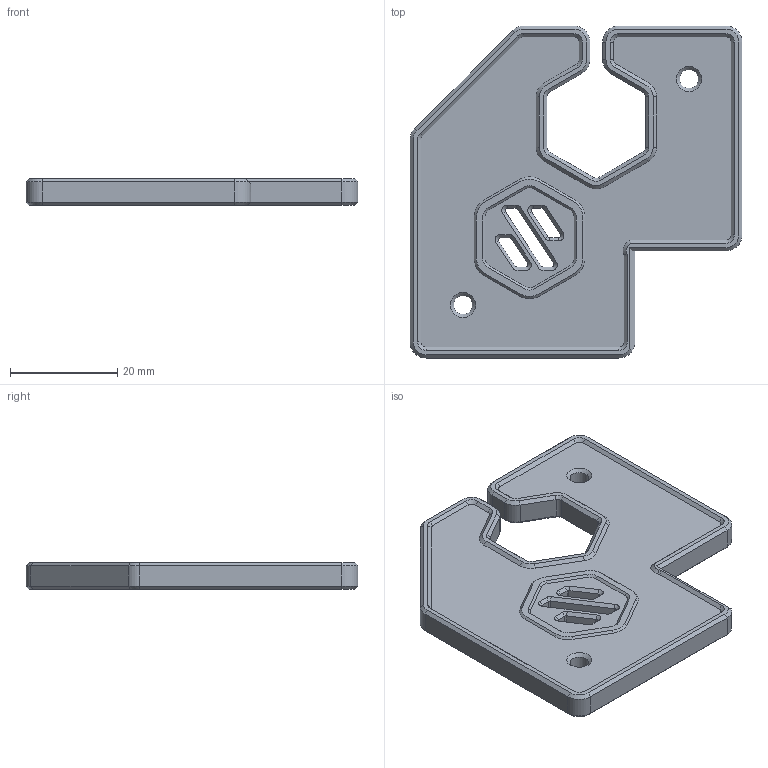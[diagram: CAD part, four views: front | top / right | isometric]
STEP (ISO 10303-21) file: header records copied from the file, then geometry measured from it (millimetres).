
FILE_DESCRIPTION(/* description */ (''),/* implementation_level */ '2;1');
FILE_NAME(/* name */ 'voron2.2_assembly_Z Drive Belt Cover v13 rechts.step',/* time_stamp */ '2021-09-12T22:06:58+02:00',/* author */ (''),/* organization */ (''),/* preprocessor_version */ 'ST-DEVELOPER v18.1',/* originating_system */ 'Autodesk Translation Framework v10.10.0.1391',/* authorisation */ '');
FILE_SCHEMA (('AUTOMOTIVE_DESIGN { 1 0 10303 214 3 1 1 }'));
Length unit declared in the file: millimetre
Products named in the file (1): voron2.2_assembly_Z Drive Belt Cover
Bounding box: 62 x 62 x 5 mm (x, y, z)
Volume: 11997.2 mm3; surface area: 7523.5 mm2
Topology: 1 solids, 1 shells, 245 faces, 604 edges, 364 vertices
Faces by surface type: plane 129, cone 87, cylinder 29
Full cylindrical faces by diameter (mm): 3.5 x2
Entity records: 7154 total; most frequent: DIRECTION 1271, CARTESIAN_POINT 1218, ORIENTED_EDGE 1208, EDGE_CURVE 604, LINE 425, VECTOR 425, AXIS2_PLACEMENT_3D 423, VERTEX_POINT 364
